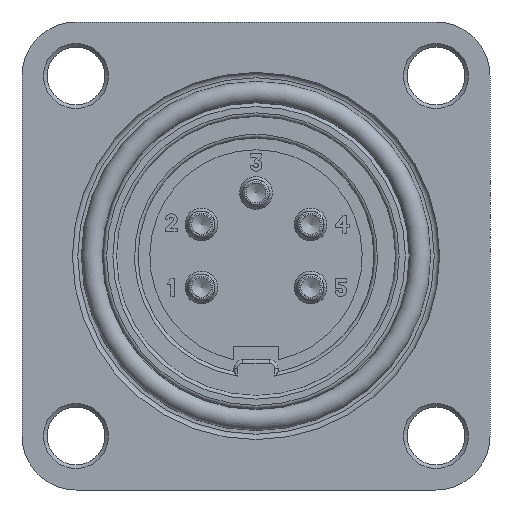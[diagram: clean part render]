
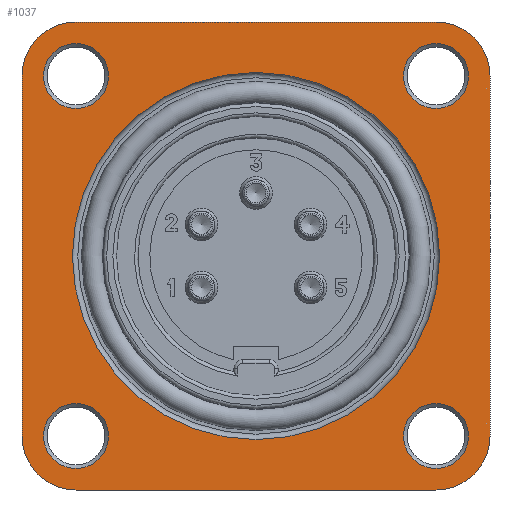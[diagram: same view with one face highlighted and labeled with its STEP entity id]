
A CAD part, front view. The second image highlights one B-rep face of the part: STEP entity #1037.
In plain terms, the highlighted planar face has unit normal (0, -1, 0).
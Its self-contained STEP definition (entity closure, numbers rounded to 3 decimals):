
#585=PLANE('',#4520);
#692=FACE_BOUND('',#1538,.T.);
#693=FACE_BOUND('',#1539,.T.);
#694=FACE_BOUND('',#1540,.T.);
#695=FACE_BOUND('',#1541,.T.);
#696=FACE_BOUND('',#1542,.T.);
#697=FACE_BOUND('',#1543,.T.);
#1037=ADVANCED_FACE('',(#692,#693,#694,#695,#696,#697),#585,.T.);
#1538=EDGE_LOOP('',(#2228));
#1539=EDGE_LOOP('',(#2229));
#1540=EDGE_LOOP('',(#2230));
#1541=EDGE_LOOP('',(#2231));
#1542=EDGE_LOOP('',(#2232));
#1543=EDGE_LOOP('',(#2233,#2234,#2235,#2236,#2237,#2238,#2239,#2240));
#1934=CIRCLE('',#4511,1.8);
#1935=CIRCLE('',#4512,1.8);
#1936=CIRCLE('',#4513,1.8);
#1937=CIRCLE('',#4514,1.8);
#1938=CIRCLE('',#4515,10.2);
#1939=CIRCLE('',#4516,3.);
#1940=CIRCLE('',#4517,3.);
#1941=CIRCLE('',#4518,3.);
#1942=CIRCLE('',#4519,3.);
#2228=ORIENTED_EDGE('',*,*,#3603,.T.);
#2229=ORIENTED_EDGE('',*,*,#3604,.T.);
#2230=ORIENTED_EDGE('',*,*,#3605,.T.);
#2231=ORIENTED_EDGE('',*,*,#3606,.T.);
#2232=ORIENTED_EDGE('',*,*,#3607,.F.);
#2233=ORIENTED_EDGE('',*,*,#3590,.T.);
#2234=ORIENTED_EDGE('',*,*,#3608,.T.);
#2235=ORIENTED_EDGE('',*,*,#3600,.T.);
#2236=ORIENTED_EDGE('',*,*,#3609,.T.);
#2237=ORIENTED_EDGE('',*,*,#3582,.T.);
#2238=ORIENTED_EDGE('',*,*,#3610,.T.);
#2239=ORIENTED_EDGE('',*,*,#3586,.T.);
#2240=ORIENTED_EDGE('',*,*,#3611,.T.);
#3191=VERTEX_POINT('',#6396);
#3194=VERTEX_POINT('',#6401);
#3195=VERTEX_POINT('',#6405);
#3198=VERTEX_POINT('',#6410);
#3199=VERTEX_POINT('',#6414);
#3202=VERTEX_POINT('',#6419);
#3209=VERTEX_POINT('',#6438);
#3212=VERTEX_POINT('',#6443);
#3215=VERTEX_POINT('',#6452);
#3216=VERTEX_POINT('',#6454);
#3217=VERTEX_POINT('',#6456);
#3218=VERTEX_POINT('',#6458);
#3219=VERTEX_POINT('',#6460);
#3582=EDGE_CURVE('',#3191,#3194,#4032,.T.);
#3586=EDGE_CURVE('',#3195,#3198,#4036,.T.);
#3590=EDGE_CURVE('',#3199,#3202,#4040,.T.);
#3600=EDGE_CURVE('',#3209,#3212,#4044,.T.);
#3603=EDGE_CURVE('',#3215,#3215,#1934,.T.);
#3604=EDGE_CURVE('',#3216,#3216,#1935,.T.);
#3605=EDGE_CURVE('',#3217,#3217,#1936,.T.);
#3606=EDGE_CURVE('',#3218,#3218,#1937,.T.);
#3607=EDGE_CURVE('',#3219,#3219,#1938,.T.);
#3608=EDGE_CURVE('',#3202,#3209,#1939,.T.);
#3609=EDGE_CURVE('',#3212,#3191,#1940,.T.);
#3610=EDGE_CURVE('',#3194,#3195,#1941,.T.);
#3611=EDGE_CURVE('',#3198,#3199,#1942,.T.);
#4032=LINE('',#6402,#4264);
#4036=LINE('',#6411,#4268);
#4040=LINE('',#6420,#4272);
#4044=LINE('',#6444,#4276);
#4264=VECTOR('',#4999,1.);
#4268=VECTOR('',#5005,1.);
#4272=VECTOR('',#5011,1.);
#4276=VECTOR('',#5035,1.);
#4511=AXIS2_PLACEMENT_3D('',#6451,#5044,#5045);
#4512=AXIS2_PLACEMENT_3D('',#6453,#5046,#5047);
#4513=AXIS2_PLACEMENT_3D('',#6455,#5048,#5049);
#4514=AXIS2_PLACEMENT_3D('',#6457,#5050,#5051);
#4515=AXIS2_PLACEMENT_3D('',#6459,#5052,#5053);
#4516=AXIS2_PLACEMENT_3D('',#6461,#5054,#5055);
#4517=AXIS2_PLACEMENT_3D('',#6462,#5056,#5057);
#4518=AXIS2_PLACEMENT_3D('',#6463,#5058,#5059);
#4519=AXIS2_PLACEMENT_3D('',#6464,#5060,#5061);
#4520=AXIS2_PLACEMENT_3D('',#6465,#5062,#5063);
#4999=DIRECTION('',(-1.,0.,0.));
#5005=DIRECTION('',(0.,0.,-1.));
#5011=DIRECTION('',(1.,0.,0.));
#5035=DIRECTION('',(0.,0.,1.));
#5044=DIRECTION('',(0.,1.,0.));
#5045=DIRECTION('',(0.,0.,-1.));
#5046=DIRECTION('',(0.,1.,0.));
#5047=DIRECTION('',(0.,0.,-1.));
#5048=DIRECTION('',(0.,1.,0.));
#5049=DIRECTION('',(0.,0.,-1.));
#5050=DIRECTION('',(0.,1.,0.));
#5051=DIRECTION('',(0.,0.,-1.));
#5052=DIRECTION('',(0.,-1.,0.));
#5053=DIRECTION('',(0.,0.,-1.));
#5054=DIRECTION('',(0.,-1.,0.));
#5055=DIRECTION('',(0.,0.,-1.));
#5056=DIRECTION('',(0.,-1.,0.));
#5057=DIRECTION('',(0.,0.,-1.));
#5058=DIRECTION('',(0.,-1.,0.));
#5059=DIRECTION('',(0.,0.,-1.));
#5060=DIRECTION('',(0.,-1.,0.));
#5061=DIRECTION('',(0.,0.,-1.));
#5062=DIRECTION('',(0.,-1.,0.));
#5063=DIRECTION('',(0.,0.,-1.));
#6396=CARTESIAN_POINT('',(10.,-10.,13.));
#6401=CARTESIAN_POINT('',(-10.,-10.,13.));
#6402=CARTESIAN_POINT('',(13.,-10.,13.));
#6405=CARTESIAN_POINT('',(-13.,-10.,10.));
#6410=CARTESIAN_POINT('',(-13.,-10.,-10.));
#6411=CARTESIAN_POINT('',(-13.,-10.,13.));
#6414=CARTESIAN_POINT('',(-10.,-10.,-13.));
#6419=CARTESIAN_POINT('',(10.,-10.,-13.));
#6420=CARTESIAN_POINT('',(-13.,-10.,-13.));
#6438=CARTESIAN_POINT('',(13.,-10.,-10.));
#6443=CARTESIAN_POINT('',(13.,-10.,10.));
#6444=CARTESIAN_POINT('',(13.,-10.,-13.));
#6451=CARTESIAN_POINT('',(-10.,-10.,-10.));
#6452=CARTESIAN_POINT('',(-10.,-10.,-11.8));
#6453=CARTESIAN_POINT('',(-10.,-10.,10.));
#6454=CARTESIAN_POINT('',(-10.,-10.,8.2));
#6455=CARTESIAN_POINT('',(10.,-10.,10.));
#6456=CARTESIAN_POINT('',(10.,-10.,8.2));
#6457=CARTESIAN_POINT('',(10.,-10.,-10.));
#6458=CARTESIAN_POINT('',(10.,-10.,-11.8));
#6459=CARTESIAN_POINT('',(0.,-10.,0.));
#6460=CARTESIAN_POINT('',(0.,-10.,-10.2));
#6461=CARTESIAN_POINT('',(10.,-10.,-10.));
#6462=CARTESIAN_POINT('',(10.,-10.,10.));
#6463=CARTESIAN_POINT('',(-10.,-10.,10.));
#6464=CARTESIAN_POINT('',(-10.,-10.,-10.));
#6465=CARTESIAN_POINT('',(-10.,-10.,-10.));
